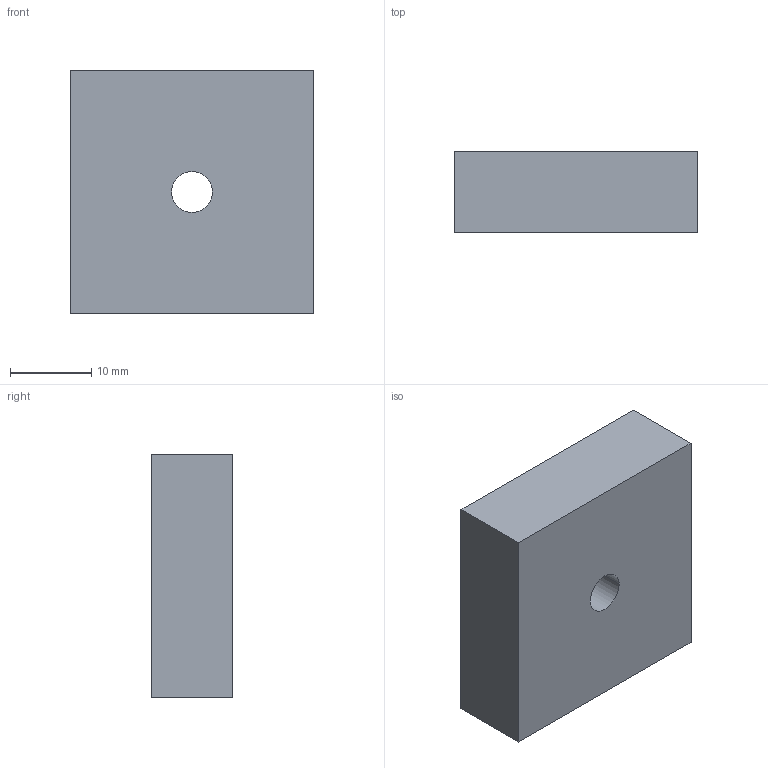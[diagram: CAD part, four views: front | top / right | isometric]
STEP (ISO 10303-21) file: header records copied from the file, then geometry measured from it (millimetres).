
FILE_DESCRIPTION((''),'2;1');
FILE_NAME('PRT0002','2020-07-28T',('LENOVO'),(''),'CREO PARAMETRIC BY PTC INC, 2015380','CREO PARAMETRIC BY PTC INC, 2015380','');
FILE_SCHEMA(('CONFIG_CONTROL_DESIGN'));
Length unit declared in the file: millimetre
Products named in the file (1): PRT0002
Bounding box: 30 x 10 x 30 mm (x, y, z)
Volume: 8803.7 mm3; surface area: 3117.8 mm2
Topology: 1 solids, 1 shells, 8 faces, 25 edges, 20 vertices
Faces by surface type: plane 6, cylinder 2
Entity records: 322 total; most frequent: DIRECTION 49, CARTESIAN_POINT 46, ORIENTED_EDGE 36, VECTOR 19, LINE 19, EDGE_CURVE 18, AXIS2_PLACEMENT_3D 15, VERTEX_POINT 12
